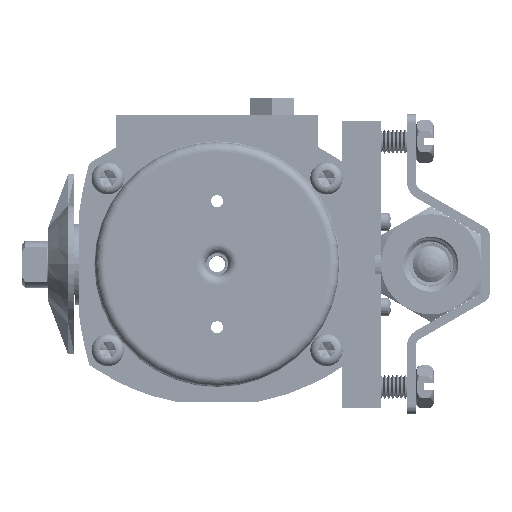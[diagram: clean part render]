
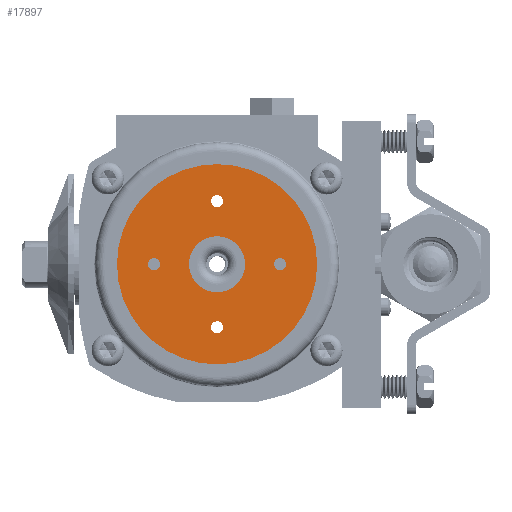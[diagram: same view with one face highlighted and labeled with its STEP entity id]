
A CAD part, left-side view. The second image highlights one B-rep face of the part: STEP entity #17897.
In plain terms, the highlighted planar face has unit normal (-1, 0, 0).
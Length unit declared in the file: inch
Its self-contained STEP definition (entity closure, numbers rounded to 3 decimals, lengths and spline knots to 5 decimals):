
#737 = DIRECTION ( 'NONE',  ( 0., 1., 0. ) ) ;
#2145 = ORIENTED_EDGE ( 'NONE', *, *, #86498, .T. ) ;
#3075 = DIRECTION ( 'NONE',  ( -1., 0., 0. ) ) ;
#3399 = CARTESIAN_POINT ( 'NONE',  ( -3.9665, 2.766, -0.06 ) ) ;
#4498 = DIRECTION ( 'NONE',  ( 0., 1., 0. ) ) ;
#6682 = FACE_BOUND ( 'NONE', #117634, .T. ) ;
#7420 = PLANE ( 'NONE',  #97019 ) ;
#8513 = AXIS2_PLACEMENT_3D ( 'NONE', #129035, #44090, #143281 ) ;
#11452 = CARTESIAN_POINT ( 'NONE',  ( -3.9665, 2.136, 0.57 ) ) ;
#11497 = VERTEX_POINT ( 'NONE', #3399 ) ;
#13142 = DIRECTION ( 'NONE',  ( 0., 0., -1. ) ) ;
#17897 = ADVANCED_FACE ( 'NONE', ( #6682, #44398, #115400, #119873, #77654, #40005 ), #7420, .T. ) ;
#17973 = ORIENTED_EDGE ( 'NONE', *, *, #125415, .F. ) ;
#19274 = AXIS2_PLACEMENT_3D ( 'NONE', #72153, #171542, #86429 ) ;
#21745 = EDGE_CURVE ( 'NONE', #54470, #183544, #63828, .T. ) ;
#22781 = EDGE_CURVE ( 'NONE', #93075, #147873, #87963, .T. ) ;
#23186 = CARTESIAN_POINT ( 'NONE',  ( -3.9665, 2.136, 0. ) ) ;
#26679 = AXIS2_PLACEMENT_3D ( 'NONE', #78690, #178151, #93002 ) ;
#27179 = DIRECTION ( 'NONE',  ( 1., 0., 0. ) ) ;
#29731 = CARTESIAN_POINT ( 'NONE',  ( -3.9665, 2.136, -0.69 ) ) ;
#30121 = DIRECTION ( 'NONE',  ( 1., 0., 0. ) ) ;
#32466 = EDGE_CURVE ( 'NONE', #130298, #82103, #146775, .T. ) ;
#35005 = ORIENTED_EDGE ( 'NONE', *, *, #21745, .T. ) ;
#37454 = DIRECTION ( 'NONE',  ( 0., 0., -1. ) ) ;
#40005 = FACE_BOUND ( 'NONE', #43417, .T. ) ;
#40309 = CARTESIAN_POINT ( 'NONE',  ( -3.9665, 1.506, -0.06 ) ) ;
#40761 = CARTESIAN_POINT ( 'NONE',  ( -3.9665, 1.506, 0.06 ) ) ;
#43417 = EDGE_LOOP ( 'NONE', ( #35005, #138500 ) ) ;
#44059 = EDGE_LOOP ( 'NONE', ( #55365, #17973 ) ) ;
#44090 = DIRECTION ( 'NONE',  ( 1., 0., 0. ) ) ;
#44398 = FACE_BOUND ( 'NONE', #44059, .T. ) ;
#44645 = CIRCLE ( 'NONE', #19274, 1.1125 ) ;
#44681 = VERTEX_POINT ( 'NONE', #105501 ) ;
#44699 = AXIS2_PLACEMENT_3D ( 'NONE', #115132, #30121, #129352 ) ;
#45411 = CARTESIAN_POINT ( 'NONE',  ( -3.9665, 1.506, 0. ) ) ;
#46023 = ORIENTED_EDGE ( 'NONE', *, *, #32466, .F. ) ;
#46429 = CIRCLE ( 'NONE', #176430, 0.06 ) ;
#47877 = CARTESIAN_POINT ( 'NONE',  ( -3.9665, 2.136, -1.1125 ) ) ;
#51946 = AXIS2_PLACEMENT_3D ( 'NONE', #79089, #178563, #93409 ) ;
#54470 = VERTEX_POINT ( 'NONE', #11452 ) ;
#55024 = EDGE_LOOP ( 'NONE', ( #92442, #2145 ) ) ;
#55365 = ORIENTED_EDGE ( 'NONE', *, *, #22781, .F. ) ;
#59538 = CARTESIAN_POINT ( 'NONE',  ( -3.9665, 2.136, 0.69 ) ) ;
#59676 = DIRECTION ( 'NONE',  ( 0., 0., -1. ) ) ;
#63828 = CIRCLE ( 'NONE', #149716, 0.06 ) ;
#66576 = CIRCLE ( 'NONE', #8513, 0.06 ) ;
#68804 = VERTEX_POINT ( 'NONE', #47877 ) ;
#70286 = EDGE_CURVE ( 'NONE', #183544, #54470, #66576, .T. ) ;
#72153 = CARTESIAN_POINT ( 'NONE',  ( -3.9665, 2.136, 0. ) ) ;
#72683 = DIRECTION ( 'NONE',  ( -1., 0., 0. ) ) ;
#76484 = EDGE_CURVE ( 'NONE', #82103, #130298, #153306, .T. ) ;
#77654 = FACE_BOUND ( 'NONE', #157384, .T. ) ;
#78690 = CARTESIAN_POINT ( 'NONE',  ( -3.9665, 2.136, 0. ) ) ;
#79089 = CARTESIAN_POINT ( 'NONE',  ( -3.9665, 2.136, 0. ) ) ;
#82103 = VERTEX_POINT ( 'NONE', #170124 ) ;
#84177 = VERTEX_POINT ( 'NONE', #94866 ) ;
#85619 = DIRECTION ( 'NONE',  ( -1., 0., 0. ) ) ;
#86429 = DIRECTION ( 'NONE',  ( 0., 0., -1. ) ) ;
#86498 = EDGE_CURVE ( 'NONE', #84177, #68804, #44645, .T. ) ;
#87963 = CIRCLE ( 'NONE', #177307, 0.06 ) ;
#89413 = DIRECTION ( 'NONE',  ( -1., 0., 0. ) ) ;
#91999 = ORIENTED_EDGE ( 'NONE', *, *, #167602, .F. ) ;
#92442 = ORIENTED_EDGE ( 'NONE', *, *, #171146, .T. ) ;
#93002 = DIRECTION ( 'NONE',  ( 0., 0., -1. ) ) ;
#93075 = VERTEX_POINT ( 'NONE', #40309 ) ;
#93409 = DIRECTION ( 'NONE',  ( 0., 0., -1. ) ) ;
#94866 = CARTESIAN_POINT ( 'NONE',  ( -3.9665, 2.136, 1.1125 ) ) ;
#97019 = AXIS2_PLACEMENT_3D ( 'NONE', #173116, #3075, #102302 ) ;
#98067 = DIRECTION ( 'NONE',  ( 1., 0., 0. ) ) ;
#100004 = AXIS2_PLACEMENT_3D ( 'NONE', #23186, #122404, #37454 ) ;
#101260 = ORIENTED_EDGE ( 'NONE', *, *, #133561, .T. ) ;
#101680 = CIRCLE ( 'NONE', #100004, 0.22 ) ;
#102302 = DIRECTION ( 'NONE',  ( 0., 0., -1. ) ) ;
#105501 = CARTESIAN_POINT ( 'NONE',  ( -3.9665, 2.766, 0.06 ) ) ;
#105541 = CARTESIAN_POINT ( 'NONE',  ( -3.9665, 2.136, 0.22 ) ) ;
#106065 = VERTEX_POINT ( 'NONE', #124200 ) ;
#112069 = CIRCLE ( 'NONE', #26679, 1.1125 ) ;
#112157 = CARTESIAN_POINT ( 'NONE',  ( -3.9665, 2.136, 0.63 ) ) ;
#115132 = CARTESIAN_POINT ( 'NONE',  ( -3.9665, 2.766, 0. ) ) ;
#115400 = FACE_OUTER_BOUND ( 'NONE', #55024, .T. ) ;
#117634 = EDGE_LOOP ( 'NONE', ( #101260, #180317 ) ) ;
#119873 = FACE_BOUND ( 'NONE', #160839, .T. ) ;
#122404 = DIRECTION ( 'NONE',  ( -1., 0., 0. ) ) ;
#124200 = CARTESIAN_POINT ( 'NONE',  ( -3.9665, 2.136, -0.22 ) ) ;
#125415 = EDGE_CURVE ( 'NONE', #147873, #93075, #181188, .T. ) ;
#126395 = DIRECTION ( 'NONE',  ( 0., 1., 0. ) ) ;
#127161 = AXIS2_PLACEMENT_3D ( 'NONE', #174549, #89413, #4498 ) ;
#127992 = AXIS2_PLACEMENT_3D ( 'NONE', #170757, #85619, #737 ) ;
#129035 = CARTESIAN_POINT ( 'NONE',  ( -3.9665, 2.136, 0.63 ) ) ;
#129352 = DIRECTION ( 'NONE',  ( 0., 0., -1. ) ) ;
#129546 = ORIENTED_EDGE ( 'NONE', *, *, #152918, .F. ) ;
#130298 = VERTEX_POINT ( 'NONE', #29731 ) ;
#133561 = EDGE_CURVE ( 'NONE', #11497, #44681, #163469, .T. ) ;
#138500 = ORIENTED_EDGE ( 'NONE', *, *, #70286, .T. ) ;
#140126 = AXIS2_PLACEMENT_3D ( 'NONE', #157656, #72683, #172050 ) ;
#143281 = DIRECTION ( 'NONE',  ( 0., 1., 0. ) ) ;
#144665 = DIRECTION ( 'NONE',  ( -1., 0., 0. ) ) ;
#146775 = CIRCLE ( 'NONE', #127161, 0.06 ) ;
#147873 = VERTEX_POINT ( 'NONE', #40761 ) ;
#149716 = AXIS2_PLACEMENT_3D ( 'NONE', #112157, #27179, #126395 ) ;
#150139 = EDGE_CURVE ( 'NONE', #44681, #11497, #46429, .T. ) ;
#152918 = EDGE_CURVE ( 'NONE', #106065, #174955, #181398, .T. ) ;
#153306 = CIRCLE ( 'NONE', #127992, 0.06 ) ;
#157384 = EDGE_LOOP ( 'NONE', ( #46023, #168513 ) ) ;
#157656 = CARTESIAN_POINT ( 'NONE',  ( -3.9665, 1.506, 0. ) ) ;
#160839 = EDGE_LOOP ( 'NONE', ( #129546, #91999 ) ) ;
#163469 = CIRCLE ( 'NONE', #44699, 0.06 ) ;
#167602 = EDGE_CURVE ( 'NONE', #174955, #106065, #101680, .T. ) ;
#168513 = ORIENTED_EDGE ( 'NONE', *, *, #76484, .F. ) ;
#170124 = CARTESIAN_POINT ( 'NONE',  ( -3.9665, 2.136, -0.57 ) ) ;
#170757 = CARTESIAN_POINT ( 'NONE',  ( -3.9665, 2.136, -0.63 ) ) ;
#171146 = EDGE_CURVE ( 'NONE', #68804, #84177, #112069, .T. ) ;
#171542 = DIRECTION ( 'NONE',  ( -1., 0., 0. ) ) ;
#172050 = DIRECTION ( 'NONE',  ( 0., 0., -1. ) ) ;
#173116 = CARTESIAN_POINT ( 'NONE',  ( -3.9665, 1.46797, 0. ) ) ;
#174549 = CARTESIAN_POINT ( 'NONE',  ( -3.9665, 2.136, -0.63 ) ) ;
#174955 = VERTEX_POINT ( 'NONE', #105541 ) ;
#176430 = AXIS2_PLACEMENT_3D ( 'NONE', #183249, #98067, #13142 ) ;
#177307 = AXIS2_PLACEMENT_3D ( 'NONE', #45411, #144665, #59676 ) ;
#178151 = DIRECTION ( 'NONE',  ( -1., 0., 0. ) ) ;
#178563 = DIRECTION ( 'NONE',  ( -1., 0., 0. ) ) ;
#180317 = ORIENTED_EDGE ( 'NONE', *, *, #150139, .T. ) ;
#181188 = CIRCLE ( 'NONE', #140126, 0.06 ) ;
#181398 = CIRCLE ( 'NONE', #51946, 0.22 ) ;
#183249 = CARTESIAN_POINT ( 'NONE',  ( -3.9665, 2.766, 0. ) ) ;
#183544 = VERTEX_POINT ( 'NONE', #59538 ) ;
